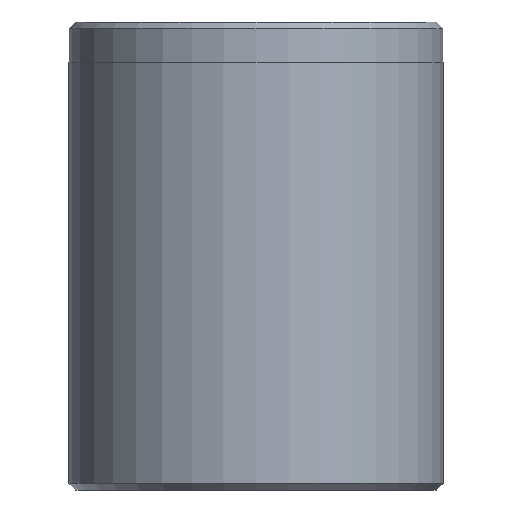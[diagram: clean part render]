
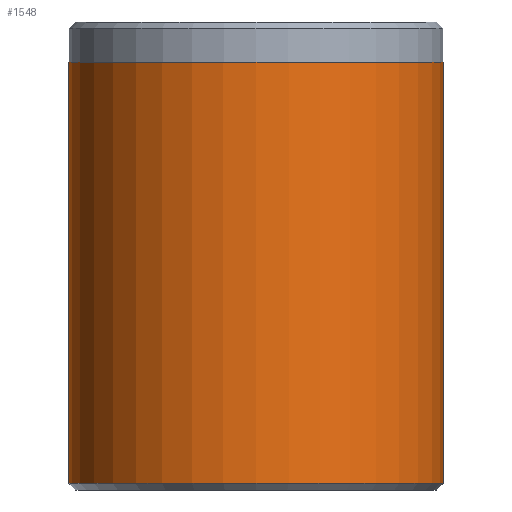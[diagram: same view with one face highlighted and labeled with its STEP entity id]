
A CAD part, front view. The second image highlights one B-rep face of the part: STEP entity #1548.
In plain terms, the highlighted cylindrical face has radius 14 mm (diameter 28 mm), a partial arc.
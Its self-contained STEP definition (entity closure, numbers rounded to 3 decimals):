
#14 = AXIS2_PLACEMENT_3D ( 'NONE', #2017, #1864, #2024 ) ;
#88 = CARTESIAN_POINT ( 'NONE',  ( -14., 0., 32. ) ) ;
#111 = EDGE_LOOP ( 'NONE', ( #1632, #972, #1799, #1459 ) ) ;
#300 = AXIS2_PLACEMENT_3D ( 'NONE', #399, #403, #422 ) ;
#399 = CARTESIAN_POINT ( 'NONE',  ( 0., 0., 0.5 ) ) ;
#403 = DIRECTION ( 'NONE',  ( 0., 0., 1. ) ) ;
#422 = DIRECTION ( 'NONE',  ( 1., 0., 0. ) ) ;
#433 = CYLINDRICAL_SURFACE ( 'NONE', #14, 14. ) ;
#462 = CIRCLE ( 'NONE', #300, 14. ) ;
#514 = VERTEX_POINT ( 'NONE', #775 ) ;
#520 = EDGE_CURVE ( 'NONE', #1269, #975, #1590, .T. ) ;
#536 = CARTESIAN_POINT ( 'NONE',  ( 14., 0., 35. ) ) ;
#590 = DIRECTION ( 'NONE',  ( 0., 0., -1. ) ) ;
#775 = CARTESIAN_POINT ( 'NONE',  ( -14., 0., 0.5 ) ) ;
#789 = LINE ( 'NONE', #536, #1830 ) ;
#803 = CARTESIAN_POINT ( 'NONE',  ( 14., 0., 32. ) ) ;
#892 = DIRECTION ( 'NONE',  ( 0., 0., 1. ) ) ;
#931 = DIRECTION ( 'NONE',  ( 1., 0., 0. ) ) ;
#972 = ORIENTED_EDGE ( 'NONE', *, *, #520, .F. ) ;
#975 = VERTEX_POINT ( 'NONE', #803 ) ;
#987 = LINE ( 'NONE', #1069, #1522 ) ;
#1047 = EDGE_CURVE ( 'NONE', #1269, #514, #987, .T. ) ;
#1069 = CARTESIAN_POINT ( 'NONE',  ( -14., 0., 35. ) ) ;
#1083 = DIRECTION ( 'NONE',  ( 0., 0., -1. ) ) ;
#1171 = VERTEX_POINT ( 'NONE', #1782 ) ;
#1269 = VERTEX_POINT ( 'NONE', #88 ) ;
#1278 = EDGE_CURVE ( 'NONE', #514, #1171, #462, .T. ) ;
#1346 = FACE_OUTER_BOUND ( 'NONE', #111, .T. ) ;
#1459 = ORIENTED_EDGE ( 'NONE', *, *, #1278, .T. ) ;
#1522 = VECTOR ( 'NONE', #1083, 1000. ) ;
#1548 = ADVANCED_FACE ( 'NONE', ( #1346 ), #433, .T. ) ;
#1590 = CIRCLE ( 'NONE', #1593, 14. ) ;
#1593 = AXIS2_PLACEMENT_3D ( 'NONE', #1653, #892, #931 ) ;
#1632 = ORIENTED_EDGE ( 'NONE', *, *, #1636, .F. ) ;
#1636 = EDGE_CURVE ( 'NONE', #975, #1171, #789, .T. ) ;
#1653 = CARTESIAN_POINT ( 'NONE',  ( 0., 0., 32. ) ) ;
#1782 = CARTESIAN_POINT ( 'NONE',  ( 14., 0., 0.5 ) ) ;
#1799 = ORIENTED_EDGE ( 'NONE', *, *, #1047, .T. ) ;
#1830 = VECTOR ( 'NONE', #590, 1000. ) ;
#1864 = DIRECTION ( 'NONE',  ( 0., 0., -1. ) ) ;
#2017 = CARTESIAN_POINT ( 'NONE',  ( 0., 0., 35. ) ) ;
#2024 = DIRECTION ( 'NONE',  ( -1., 0., 0. ) ) ;
